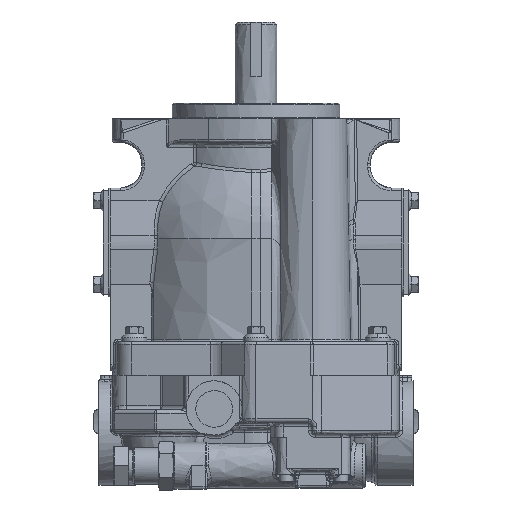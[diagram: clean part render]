
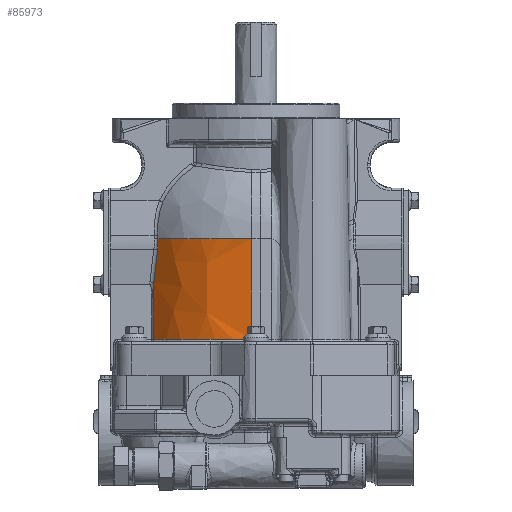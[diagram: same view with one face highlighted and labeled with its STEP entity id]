
A CAD part, front view. The second image highlights one B-rep face of the part: STEP entity #85973.
In plain terms, the highlighted free-form (B-spline) face has degree [2, 1] with [3, 2] control points.
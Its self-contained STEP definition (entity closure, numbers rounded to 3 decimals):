
#72572 = VERTEX_POINT('',#72573);
#72573 = CARTESIAN_POINT('',(-82.589,-59.811,
    117.114));
#72633 = EDGE_CURVE('',#72634,#72572,#72636,.T.);
#72634 = VERTEX_POINT('',#72635);
#72635 = CARTESIAN_POINT('',(-3.527,-94.522,
    117.114));
#72636 = ( BOUNDED_CURVE() B_SPLINE_CURVE(2,(#72637,#72638,#72639),
.UNSPECIFIED.,.F.,.F.) B_SPLINE_CURVE_WITH_KNOTS((3,3),(3.142,
3.969),.PIECEWISE_BEZIER_KNOTS.) CURVE() 
GEOMETRIC_REPRESENTATION_ITEM() RATIONAL_B_SPLINE_CURVE((1.,
0.916,1.)) REPRESENTATION_ITEM('') );
#72637 = CARTESIAN_POINT('',(-3.527,-94.522,
    117.114));
#72638 = CARTESIAN_POINT('',(-50.678,-94.522,
    117.114));
#72639 = CARTESIAN_POINT('',(-82.589,-59.811,
    117.114));
#78734 = EDGE_CURVE('',#72634,#78735,#78737,.T.);
#78735 = VERTEX_POINT('',#78736);
#78736 = CARTESIAN_POINT('',(-3.527,-95.422,
    32.074));
#78737 = B_SPLINE_CURVE_WITH_KNOTS('',1,(#78738,#78739),.UNSPECIFIED.,
  .F.,.F.,(2,2),(0.,61.243),
  .PIECEWISE_BEZIER_KNOTS.);
#78738 = CARTESIAN_POINT('',(-3.527,-94.522,
    117.114));
#78739 = CARTESIAN_POINT('',(-3.527,-95.422,
    32.074));
#78757 = EDGE_CURVE('',#72572,#78758,#78760,.T.);
#78758 = VERTEX_POINT('',#78759);
#78759 = CARTESIAN_POINT('',(-82.972,-59.546,
    107.268));
#78760 = B_SPLINE_CURVE_WITH_KNOTS('',3,(#78761,#78762,#78763,#78764),
  .UNSPECIFIED.,.F.,.F.,(4,4),(0.,1.),.PIECEWISE_BEZIER_KNOTS.);
#78761 = CARTESIAN_POINT('',(-82.589,-59.811,
    117.114));
#78762 = CARTESIAN_POINT('',(-82.452,-60.011,
    113.832));
#78763 = CARTESIAN_POINT('',(-82.58,-59.925,
    110.55));
#78764 = CARTESIAN_POINT('',(-82.972,-59.546,
    107.268));
#83215 = VERTEX_POINT('',#83216);
#83216 = CARTESIAN_POINT('',(-86.487,-56.737,
    32.074));
#83229 = EDGE_CURVE('',#83215,#78735,#83230,.T.);
#83230 = ( BOUNDED_CURVE() B_SPLINE_CURVE(2,(#83231,#83232,#83233),
.UNSPECIFIED.,.F.,.F.) B_SPLINE_CURVE_WITH_KNOTS((3,3),(2.269,
3.142),.PIECEWISE_BEZIER_KNOTS.) CURVE() 
GEOMETRIC_REPRESENTATION_ITEM() RATIONAL_B_SPLINE_CURVE((1.,
0.906,1.)) REPRESENTATION_ITEM('') );
#83231 = CARTESIAN_POINT('',(-86.487,-56.737,
    32.074));
#83232 = CARTESIAN_POINT('',(-54.026,-95.422,
    32.074));
#83233 = CARTESIAN_POINT('',(-3.527,-95.422,
    32.074));
#85973 = ADVANCED_FACE('',(#85974),#85996,.T.);
#85974 = FACE_BOUND('',#85975,.T.);
#85975 = EDGE_LOOP('',(#85976,#85977,#85986,#85993,#85994,#85995));
#85976 = ORIENTED_EDGE('',*,*,#78757,.T.);
#85977 = ORIENTED_EDGE('',*,*,#85978,.T.);
#85978 = EDGE_CURVE('',#78758,#85979,#85981,.T.);
#85979 = VERTEX_POINT('',#85980);
#85980 = CARTESIAN_POINT('',(-86.097,-56.411,
    80.08));
#85981 = B_SPLINE_CURVE_WITH_KNOTS('',3,(#85982,#85983,#85984,#85985),
  .UNSPECIFIED.,.F.,.F.,(4,4),(0.,1.),.PIECEWISE_BEZIER_KNOTS.);
#85982 = CARTESIAN_POINT('',(-82.972,-59.546,
    107.268));
#85983 = CARTESIAN_POINT('',(-84.026,-58.529,
    98.449));
#85984 = CARTESIAN_POINT('',(-85.068,-57.484,
    89.386));
#85985 = CARTESIAN_POINT('',(-86.097,-56.411,
    80.08));
#85986 = ORIENTED_EDGE('',*,*,#85987,.T.);
#85987 = EDGE_CURVE('',#85979,#83215,#85988,.T.);
#85988 = B_SPLINE_CURVE_WITH_KNOTS('',3,(#85989,#85990,#85991,#85992),
  .UNSPECIFIED.,.F.,.F.,(4,4),(0.,1.),.PIECEWISE_BEZIER_KNOTS.);
#85989 = CARTESIAN_POINT('',(-86.097,-56.411,
    80.08));
#85990 = CARTESIAN_POINT('',(-86.227,-56.52,
    64.078));
#85991 = CARTESIAN_POINT('',(-86.357,-56.628,
    48.076));
#85992 = CARTESIAN_POINT('',(-86.487,-56.737,
    32.074));
#85993 = ORIENTED_EDGE('',*,*,#83229,.T.);
#85994 = ORIENTED_EDGE('',*,*,#78734,.F.);
#85995 = ORIENTED_EDGE('',*,*,#72633,.T.);
#85996 = ( BOUNDED_SURFACE() B_SPLINE_SURFACE(2,1,(
    (#85997,#85998)
    ,(#85999,#86000)
    ,(#86001,#86002
)),.UNSPECIFIED.,.F.,.F.,.F.) B_SPLINE_SURFACE_WITH_KNOTS((3,3),(2,2),(
    4.712,5.585),(-61.243,0.),
.PIECEWISE_BEZIER_KNOTS.) GEOMETRIC_REPRESENTATION_ITEM() 
RATIONAL_B_SPLINE_SURFACE((
    (1.,1.)
    ,(0.906,0.906)
,(1.,1.))) REPRESENTATION_ITEM('') SURFACE() );
#85997 = CARTESIAN_POINT('',(-3.527,-94.522,
    117.114));
#85998 = CARTESIAN_POINT('',(-3.527,-95.422,
    32.074));
#85999 = CARTESIAN_POINT('',(-53.606,-94.522,
    117.114));
#86000 = CARTESIAN_POINT('',(-54.026,-95.422,
    32.074));
#86001 = CARTESIAN_POINT('',(-85.797,-56.159,
    117.114));
#86002 = CARTESIAN_POINT('',(-86.487,-56.737,
    32.074));
